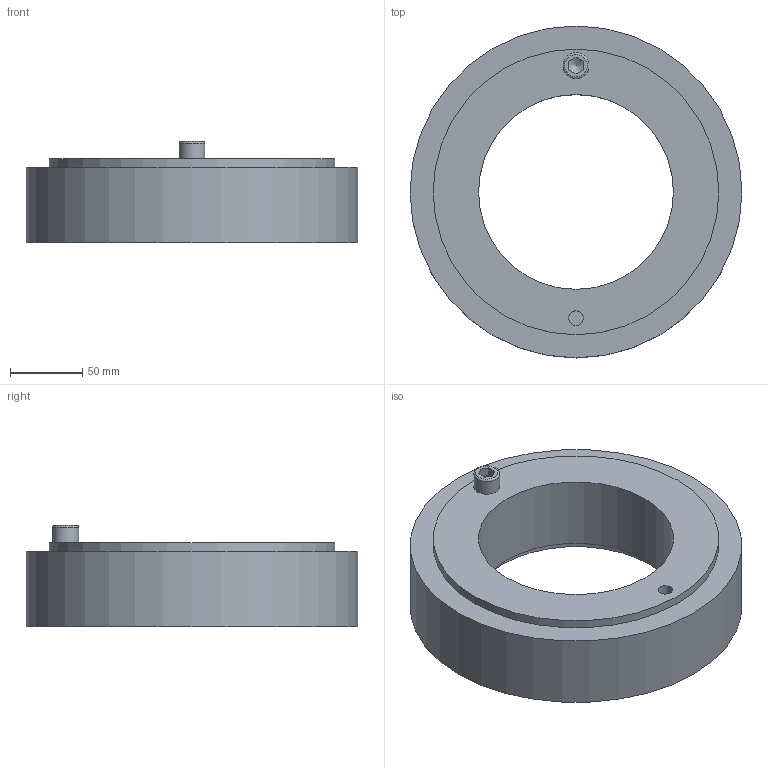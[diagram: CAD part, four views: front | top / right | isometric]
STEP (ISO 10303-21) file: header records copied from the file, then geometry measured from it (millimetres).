
FILE_DESCRIPTION((''),'2;1');
FILE_NAME('BIKON 1007-135-230.stp','2011-08-24T12:26:12',('kr'),(''),'Autodesk Inventor 2011','Autodesk Inventor 2011','');
FILE_SCHEMA(('AUTOMOTIVE_DESIGN { 1 0 10303 214 1 1 1 1 }'));
Length unit declared in the file: millimetre
Products named in the file (4): BIKON 1007-135-230; Volumenkörper1_27; Volumenkörper2_27; DIN 912 - ersetzt durch DIN EN ISO 4762 M12 x 35
Assembly tree (3 placements, depth 2):
  BIKON 1007-135-230
    Volumenkörper1_27
    Volumenkörper2_27
    DIN 912 - ersetzt durch DIN EN ISO 4762 M12 x 35
Bounding box: 230 x 230 x 70 mm (x, y, z)
Volume: 1435840.1 mm3; surface area: 197038.4 mm2
Topology: 3 solids, 3 shells, 30 faces, 62 edges, 41 vertices
Faces by surface type: plane 15, cylinder 9, cone 4, torus 2
Full cylindrical faces by diameter (mm): 10.106 x2, 12 x1, 13.5 x1, 18 x1, 135 x1, 198 x2, 230 x1
Entity records: 825 total; most frequent: DIRECTION 136, CARTESIAN_POINT 129, ORIENTED_EDGE 86, AXIS2_PLACEMENT_3D 62, EDGE_LOOP 58, EDGE_CURVE 43, VERTEX_POINT 37, FACE_OUTER_BOUND 30
